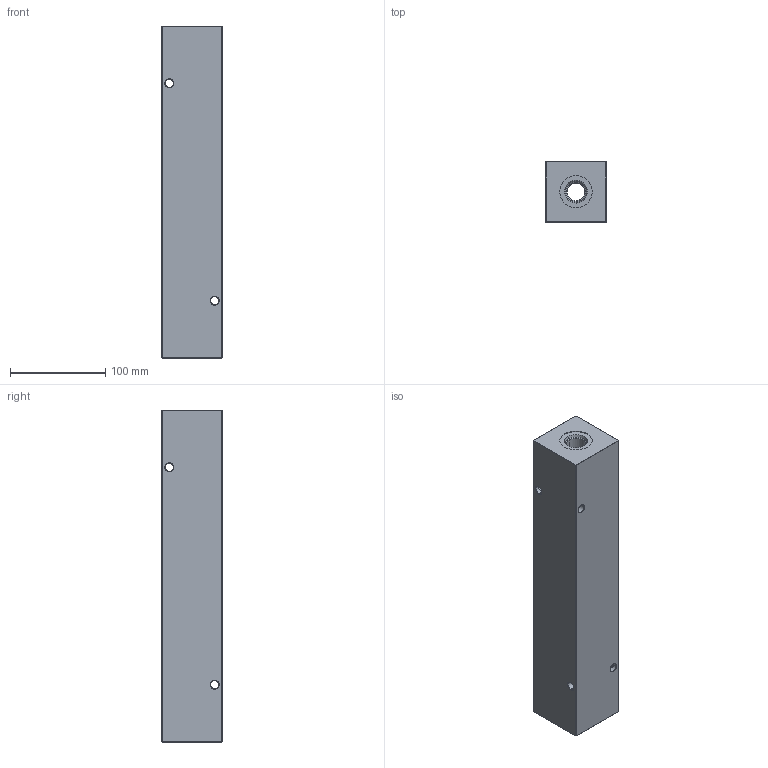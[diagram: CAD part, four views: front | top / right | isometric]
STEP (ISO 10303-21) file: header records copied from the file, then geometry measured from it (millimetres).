
FILE_DESCRIPTION (( 'STEP AP203' ), '1' );
FILE_NAME ('HM-6-90-S-10-10.STEP', '2020-11-09T22:34:57', ( '' ), ( '' ), 'SwSTEP 2.0', 'SolidWorks 2019', '' );
FILE_SCHEMA (( 'CONFIG_CONTROL_DESIGN' ));
Length unit declared in the file: inch
Products named in the file (1): HM-6-90-S-10-10
Bounding box: 63.5 x 63.5 x 349.25 mm (x, y, z)
Volume: 1189531.8 mm3; surface area: 133979 mm2
Topology: 1 solids, 1 shells, 655 faces, 1649 edges, 1042 vertices
Faces by surface type: plane 247, bspline 204, cylinder 104, cone 100
Entity records: 29736 total; most frequent: CARTESIAN_POINT 15343, ORIENTED_EDGE 3298, DIRECTION 2319, EDGE_CURVE 1649, VERTEX_POINT 1042, LINE 939, VECTOR 939, EDGE_LOOP 739
